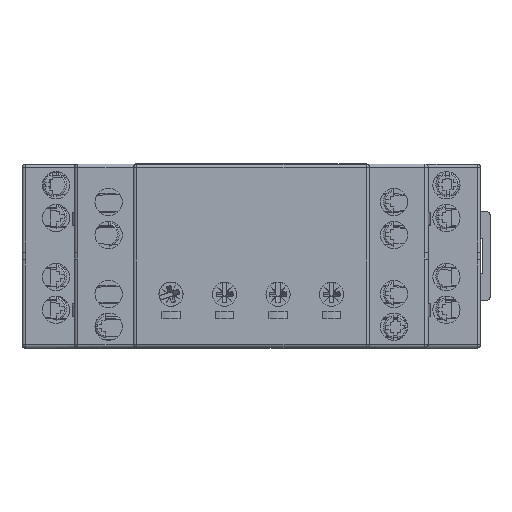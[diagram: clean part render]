
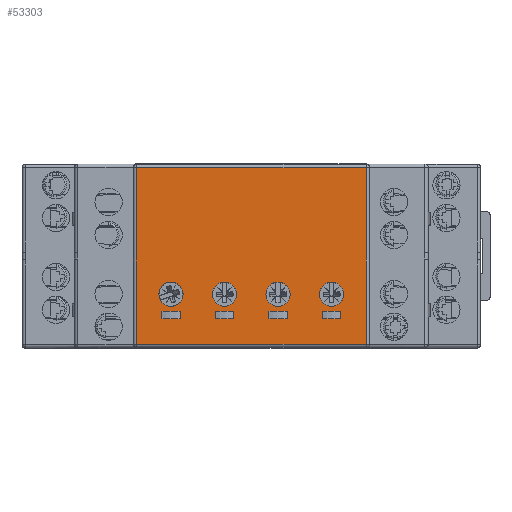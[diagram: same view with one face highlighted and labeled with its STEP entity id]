
A CAD part, top view. The second image highlights one B-rep face of the part: STEP entity #53303.
In plain terms, the highlighted planar face has unit normal (0, 0, 1).
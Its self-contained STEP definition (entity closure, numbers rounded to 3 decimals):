
#546 = CARTESIAN_POINT ( 'NONE',  ( -20.305, 17.842, 60. ) ) ;
#1197 = LINE ( 'NONE', #7819, #27494 ) ;
#2993 = CARTESIAN_POINT ( 'NONE',  ( -2.924, -4.008, 60. ) ) ;
#3468 = EDGE_LOOP ( 'NONE', ( #31705, #53916 ) ) ;
#3482 = DIRECTION ( 'NONE',  ( 1., 0., 0. ) ) ;
#3601 = VERTEX_POINT ( 'NONE', #47986 ) ;
#3817 = DIRECTION ( 'NONE',  ( 0., 0., 1. ) ) ;
#3878 = CIRCLE ( 'NONE', #47385, 2.3 ) ;
#4839 = DIRECTION ( 'NONE',  ( 0., 1., 0. ) ) ;
#5664 = DIRECTION ( 'NONE',  ( 0., 0., 1. ) ) ;
#5854 = CARTESIAN_POINT ( 'NONE',  ( 2.195, 0.992, 60. ) ) ;
#6585 = AXIS2_PLACEMENT_3D ( 'NONE', #5854, #42677, #11141 ) ;
#7339 = CARTESIAN_POINT ( 'NONE',  ( -2.924, -6.308, 60. ) ) ;
#7576 = VERTEX_POINT ( 'NONE', #25116 ) ;
#7819 = CARTESIAN_POINT ( 'NONE',  ( 24.095, 18.442, 60. ) ) ;
#7915 = CARTESIAN_POINT ( 'NONE',  ( -19.705, 17.842, 60. ) ) ;
#7966 = LINE ( 'NONE', #61347, #23582 ) ;
#9245 = EDGE_CURVE ( 'NONE', #19753, #62994, #3878, .T. ) ;
#9325 = CARTESIAN_POINT ( 'NONE',  ( -13.124, -6.308, 60. ) ) ;
#9483 = CARTESIAN_POINT ( 'NONE',  ( 17.476, -6.308, 60. ) ) ;
#11141 = DIRECTION ( 'NONE',  ( 0., 1., 0. ) ) ;
#11339 = CARTESIAN_POINT ( 'NONE',  ( -19.705, -16.458, 60. ) ) ;
#12331 = CARTESIAN_POINT ( 'NONE',  ( -2.924, -8.608, 60. ) ) ;
#12672 = DIRECTION ( 'NONE',  ( 0., 1., 0. ) ) ;
#13110 = VERTEX_POINT ( 'NONE', #2993 ) ;
#13633 = AXIS2_PLACEMENT_3D ( 'NONE', #67875, #36365, #4839 ) ;
#13964 = CIRCLE ( 'NONE', #35512, 2.3 ) ;
#14599 = DIRECTION ( 'NONE',  ( 0., 1., 0. ) ) ;
#15306 = DIRECTION ( 'NONE',  ( 0., 0., 1. ) ) ;
#15327 = CIRCLE ( 'NONE', #31049, 2.3 ) ;
#15676 = DIRECTION ( 'NONE',  ( 0., 1., 0. ) ) ;
#17749 = CIRCLE ( 'NONE', #61588, 2.3 ) ;
#18506 = AXIS2_PLACEMENT_3D ( 'NONE', #9325, #46200, #14599 ) ;
#18511 = EDGE_CURVE ( 'NONE', #22346, #7576, #7966, .T. ) ;
#19753 = VERTEX_POINT ( 'NONE', #24877 ) ;
#21390 = EDGE_CURVE ( 'NONE', #31341, #30091, #46623, .T. ) ;
#21513 = EDGE_CURVE ( 'NONE', #42283, #22346, #50688, .T. ) ;
#22346 = VERTEX_POINT ( 'NONE', #25910 ) ;
#23114 = EDGE_CURVE ( 'NONE', #38103, #42283, #49390, .T. ) ;
#23509 = EDGE_CURVE ( 'NONE', #62994, #19753, #25297, .T. ) ;
#23582 = VECTOR ( 'NONE', #3482, 1000. ) ;
#24087 = ORIENTED_EDGE ( 'NONE', *, *, #27754, .F. ) ;
#24163 = FACE_OUTER_BOUND ( 'NONE', #32878, .T. ) ;
#24432 = ORIENTED_EDGE ( 'NONE', *, *, #53168, .F. ) ;
#24871 = DIRECTION ( 'NONE',  ( 0., 0., 1. ) ) ;
#24877 = CARTESIAN_POINT ( 'NONE',  ( 7.276, -8.608, 60. ) ) ;
#25116 = CARTESIAN_POINT ( 'NONE',  ( 24.095, -15.858, 60. ) ) ;
#25297 = CIRCLE ( 'NONE', #13633, 2.3 ) ;
#25910 = CARTESIAN_POINT ( 'NONE',  ( -19.705, -15.858, 60. ) ) ;
#27494 = VECTOR ( 'NONE', #55287, 1000. ) ;
#27509 = CARTESIAN_POINT ( 'NONE',  ( 17.476, -8.608, 60. ) ) ;
#27754 = EDGE_CURVE ( 'NONE', #30091, #31341, #15327, .T. ) ;
#28070 = DIRECTION ( 'NONE',  ( 0., -1., 0. ) ) ;
#28159 = EDGE_CURVE ( 'NONE', #64466, #3601, #17749, .T. ) ;
#28478 = EDGE_LOOP ( 'NONE', ( #24432, #64151 ) ) ;
#29297 = AXIS2_PLACEMENT_3D ( 'NONE', #7339, #44228, #12672 ) ;
#30091 = VERTEX_POINT ( 'NONE', #27509 ) ;
#31049 = AXIS2_PLACEMENT_3D ( 'NONE', #37154, #5664, #42500 ) ;
#31341 = VERTEX_POINT ( 'NONE', #55539 ) ;
#31593 = CARTESIAN_POINT ( 'NONE',  ( -13.124, -8.608, 60. ) ) ;
#31705 = ORIENTED_EDGE ( 'NONE', *, *, #65621, .F. ) ;
#32878 = EDGE_LOOP ( 'NONE', ( #36528, #47354, #35017, #50379 ) ) ;
#34268 = EDGE_CURVE ( 'NONE', #7576, #38103, #1197, .T. ) ;
#35013 = VECTOR ( 'NONE', #28070, 1000. ) ;
#35017 = ORIENTED_EDGE ( 'NONE', *, *, #18511, .T. ) ;
#35354 = CARTESIAN_POINT ( 'NONE',  ( 7.276, -6.308, 60. ) ) ;
#35512 = AXIS2_PLACEMENT_3D ( 'NONE', #46934, #15306, #52197 ) ;
#36365 = DIRECTION ( 'NONE',  ( 0., 0., 1. ) ) ;
#36528 = ORIENTED_EDGE ( 'NONE', *, *, #23114, .T. ) ;
#37154 = CARTESIAN_POINT ( 'NONE',  ( 17.476, -6.308, 60. ) ) ;
#38103 = VERTEX_POINT ( 'NONE', #42285 ) ;
#38217 = FACE_BOUND ( 'NONE', #67928, .T. ) ;
#39096 = CIRCLE ( 'NONE', #18506, 2.3 ) ;
#39579 = ORIENTED_EDGE ( 'NONE', *, *, #9245, .F. ) ;
#40677 = DIRECTION ( 'NONE',  ( 0., 1., 0. ) ) ;
#42283 = VERTEX_POINT ( 'NONE', #7915 ) ;
#42285 = CARTESIAN_POINT ( 'NONE',  ( 24.095, 17.842, 60. ) ) ;
#42500 = DIRECTION ( 'NONE',  ( 0., 1., 0. ) ) ;
#42677 = DIRECTION ( 'NONE',  ( 0., 0., 1. ) ) ;
#42678 = DIRECTION ( 'NONE',  ( -1., 0., 0. ) ) ;
#44228 = DIRECTION ( 'NONE',  ( 0., 0., 1. ) ) ;
#45358 = AXIS2_PLACEMENT_3D ( 'NONE', #9483, #46376, #15676 ) ;
#46200 = DIRECTION ( 'NONE',  ( 0., 0., 1. ) ) ;
#46376 = DIRECTION ( 'NONE',  ( 0., 0., 1. ) ) ;
#46623 = CIRCLE ( 'NONE', #45358, 2.3 ) ;
#46934 = CARTESIAN_POINT ( 'NONE',  ( -2.924, -6.308, 60. ) ) ;
#47354 = ORIENTED_EDGE ( 'NONE', *, *, #21513, .T. ) ;
#47385 = AXIS2_PLACEMENT_3D ( 'NONE', #35354, #3817, #40677 ) ;
#47986 = CARTESIAN_POINT ( 'NONE',  ( -13.124, -4.008, 60. ) ) ;
#48832 = CARTESIAN_POINT ( 'NONE',  ( 7.276, -4.008, 60. ) ) ;
#49390 = LINE ( 'NONE', #546, #61708 ) ;
#50007 = CIRCLE ( 'NONE', #29297, 2.3 ) ;
#50379 = ORIENTED_EDGE ( 'NONE', *, *, #34268, .T. ) ;
#50688 = LINE ( 'NONE', #11339, #35013 ) ;
#52197 = DIRECTION ( 'NONE',  ( 0., 1., 0. ) ) ;
#52217 = ORIENTED_EDGE ( 'NONE', *, *, #21390, .F. ) ;
#52246 = FACE_BOUND ( 'NONE', #59916, .T. ) ;
#53086 = PLANE ( 'NONE',  #6585 ) ;
#53168 = EDGE_CURVE ( 'NONE', #3601, #64466, #39096, .T. ) ;
#53303 = ADVANCED_FACE ( 'NONE', ( #66189, #67823, #52246, #38217, #24163 ), #53086, .T. ) ;
#53916 = ORIENTED_EDGE ( 'NONE', *, *, #57681, .F. ) ;
#55287 = DIRECTION ( 'NONE',  ( 0., 1., 0. ) ) ;
#55539 = CARTESIAN_POINT ( 'NONE',  ( 17.476, -4.008, 60. ) ) ;
#56505 = CARTESIAN_POINT ( 'NONE',  ( -13.124, -6.308, 60. ) ) ;
#57681 = EDGE_CURVE ( 'NONE', #64051, #13110, #50007, .T. ) ;
#59916 = EDGE_LOOP ( 'NONE', ( #68295, #39579 ) ) ;
#61347 = CARTESIAN_POINT ( 'NONE',  ( 24.695, -15.858, 60. ) ) ;
#61588 = AXIS2_PLACEMENT_3D ( 'NONE', #56505, #24871, #61769 ) ;
#61708 = VECTOR ( 'NONE', #42678, 1000. ) ;
#61769 = DIRECTION ( 'NONE',  ( 0., 1., 0. ) ) ;
#62994 = VERTEX_POINT ( 'NONE', #48832 ) ;
#64051 = VERTEX_POINT ( 'NONE', #12331 ) ;
#64151 = ORIENTED_EDGE ( 'NONE', *, *, #28159, .F. ) ;
#64466 = VERTEX_POINT ( 'NONE', #31593 ) ;
#65621 = EDGE_CURVE ( 'NONE', #13110, #64051, #13964, .T. ) ;
#66189 = FACE_BOUND ( 'NONE', #28478, .T. ) ;
#67823 = FACE_BOUND ( 'NONE', #3468, .T. ) ;
#67875 = CARTESIAN_POINT ( 'NONE',  ( 7.276, -6.308, 60. ) ) ;
#67928 = EDGE_LOOP ( 'NONE', ( #52217, #24087 ) ) ;
#68295 = ORIENTED_EDGE ( 'NONE', *, *, #23509, .F. ) ;
